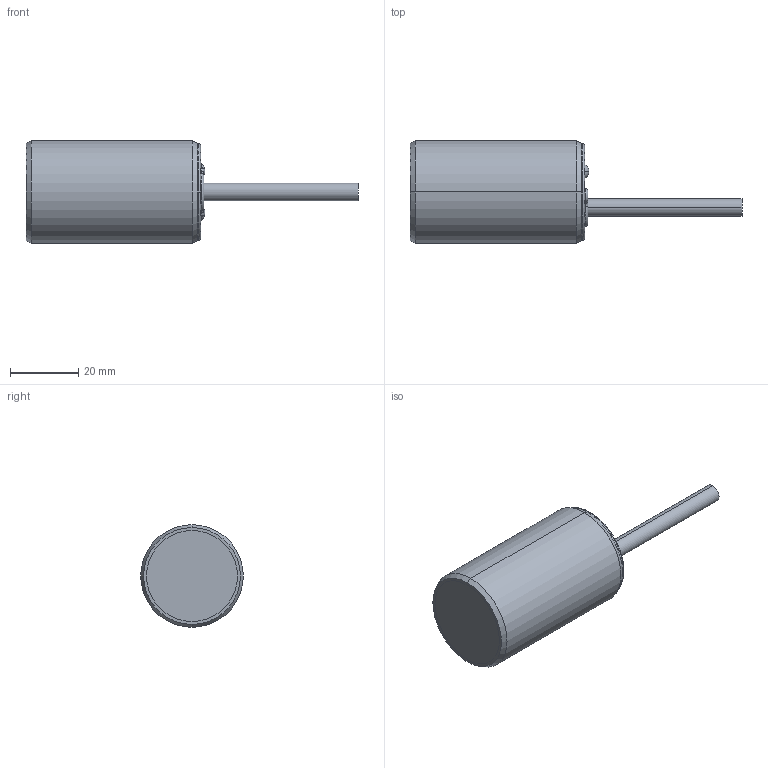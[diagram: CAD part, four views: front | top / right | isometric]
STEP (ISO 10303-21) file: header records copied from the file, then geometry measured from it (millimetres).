
FILE_DESCRIPTION((''),'2;1');
FILE_NAME('LONG_FLUSH_CABLE_ASM','2018-05-23T',('Eric.Zhang'),(''),'PRO/ENGINEER BY PARAMETRIC TECHNOLOGY CORPORATION, 2007450','PRO/ENGINEER BY PARAMETRIC TECHNOLOGY CORPORATION, 2007450','');
FILE_SCHEMA(('AUTOMOTIVE_DESIGN_CC2 { 1 2 10303 214 -1 1 5 2 }'));
Length unit declared in the file: millimetre
Products named in the file (11): 84-116; 1402163; 93-097; 31828; LONG_FLUSH_CABLE_PCB; 57-256; 93-257; 92-365; 88-024; COMPOUND_LFC; LONG_FLUSH_CABLE_ASM
Assembly tree (11 placements, depth 2):
  LONG_FLUSH_CABLE_ASM
    84-116
    1402163
    93-097
    31828
    LONG_FLUSH_CABLE_PCB
    57-256
    93-257
    92-365  x2
    88-024
    COMPOUND_LFC
Bounding box: 97 x 30 x 30 mm (x, y, z)
Volume: 37321.5 mm3; surface area: 33749.7 mm2
Topology: 12 solids, 12 shells, 663 faces, 1729 edges, 1094 vertices
Faces by surface type: cylinder 278, plane 195, torus 92, cone 48, bspline 38, sphere 12
Entity records: 35624 total; most frequent: CARTESIAN_POINT 17110, ORIENTED_EDGE 3406, DIRECTION 3136, EDGE_CURVE 1703, AXIS2_PLACEMENT_3D 1214, VERTEX_POINT 1081, PRESENTATION_STYLE_ASSIGNMENT 888, STYLED_ITEM 888
